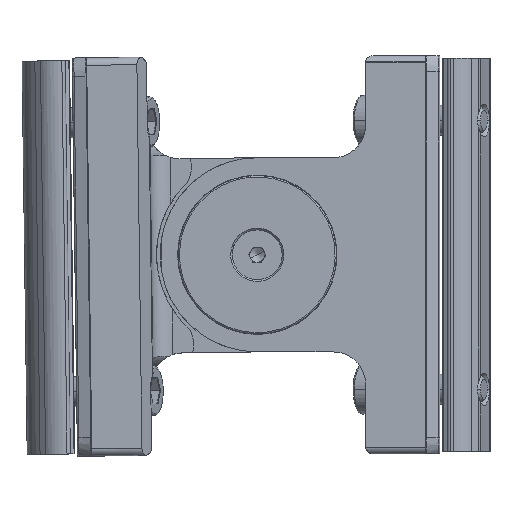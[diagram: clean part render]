
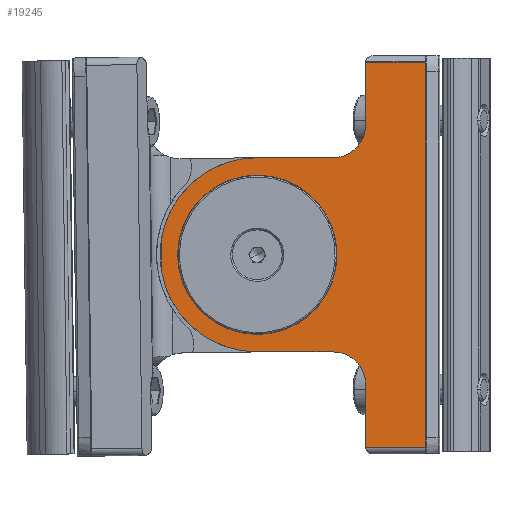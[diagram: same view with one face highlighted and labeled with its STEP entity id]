
A CAD part, left-side view. The second image highlights one B-rep face of the part: STEP entity #19245.
In plain terms, the highlighted planar face has unit normal (-1, 0, 0).
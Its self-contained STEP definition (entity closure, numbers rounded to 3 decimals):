
#18 = EDGE_CURVE ( 'NONE', #12003, #9661, #16532, .T. ) ;
#47 = CARTESIAN_POINT ( 'NONE',  ( -61.81, -22.357, 2.59 ) ) ;
#79 = EDGE_CURVE ( 'NONE', #9661, #106, #21205, .T. ) ;
#106 = VERTEX_POINT ( 'NONE', #4864 ) ;
#605 = CIRCLE ( 'NONE', #4481, 1.5 ) ;
#681 = AXIS2_PLACEMENT_3D ( 'NONE', #21552, #13643, #5219 ) ;
#1473 = CARTESIAN_POINT ( 'NONE',  ( -61.81, -0.607, 12.591 ) ) ;
#1912 = CARTESIAN_POINT ( 'NONE',  ( -61.81, -22.357, 67.09 ) ) ;
#1945 = CIRCLE ( 'NONE', #681, 15.999 ) ;
#1978 = CARTESIAN_POINT ( 'NONE',  ( -61.81, -34.357, -10.041 ) ) ;
#2269 = VECTOR ( 'NONE', #15504, 1000. ) ;
#2279 = DIRECTION ( 'NONE',  ( 1., 0., 0. ) ) ;
#2343 = EDGE_CURVE ( 'NONE', #12003, #21622, #23222, .T. ) ;
#2347 = VERTEX_POINT ( 'NONE', #12602 ) ;
#2396 = EDGE_CURVE ( 'NONE', #21622, #3961, #18372, .T. ) ;
#2445 = DIRECTION ( 'NONE',  ( -1., 0., 0. ) ) ;
#2480 = CIRCLE ( 'NONE', #5920, 6.5 ) ;
#2605 = ORIENTED_EDGE ( 'NONE', *, *, #9494, .F. ) ;
#2922 = CARTESIAN_POINT ( 'NONE',  ( -61.81, -15.857, 9.09 ) ) ;
#2981 = EDGE_CURVE ( 'NONE', #3961, #26455, #2480, .T. ) ;
#3212 = CARTESIAN_POINT ( 'NONE',  ( -61.81, -22.357, -9.91 ) ) ;
#3532 = ORIENTED_EDGE ( 'NONE', *, *, #11619, .F. ) ;
#3636 = EDGE_LOOP ( 'NONE', ( #6549, #22453, #3532, #11131, #10088, #21021, #2605, #25437, #22215, #6253, #10451, #7455, #23607, #13108 ) ) ;
#3961 = VERTEX_POINT ( 'NONE', #19040 ) ;
#4481 = AXIS2_PLACEMENT_3D ( 'NONE', #10180, #24131, #7796 ) ;
#4557 = CARTESIAN_POINT ( 'NONE',  ( -61.81, 18.643, 31.702 ) ) ;
#4706 = CARTESIAN_POINT ( 'NONE',  ( -61.81, -0.607, 48.09 ) ) ;
#4743 = CARTESIAN_POINT ( 'NONE',  ( -61.81, -34.357, -12.41 ) ) ;
#4759 = LINE ( 'NONE', #15054, #15153 ) ;
#4864 = CARTESIAN_POINT ( 'NONE',  ( -61.81, -34.357, 67.221 ) ) ;
#5219 = DIRECTION ( 'NONE',  ( 0., -1., 0. ) ) ;
#5752 = CARTESIAN_POINT ( 'NONE',  ( -61.81, -0.607, 28.59 ) ) ;
#5812 = FACE_BOUND ( 'NONE', #17214, .T. ) ;
#5920 = AXIS2_PLACEMENT_3D ( 'NONE', #17443, #26032, #9147 ) ;
#5937 = CARTESIAN_POINT ( 'NONE',  ( -61.81, -22.257, -10.041 ) ) ;
#6253 = ORIENTED_EDGE ( 'NONE', *, *, #2396, .F. ) ;
#6549 = ORIENTED_EDGE ( 'NONE', *, *, #16161, .F. ) ;
#6662 = VECTOR ( 'NONE', #11488, 1000. ) ;
#6880 = DIRECTION ( 'NONE',  ( 0., 0., 1. ) ) ;
#7134 = VERTEX_POINT ( 'NONE', #19320 ) ;
#7455 = ORIENTED_EDGE ( 'NONE', *, *, #18, .T. ) ;
#7509 = DIRECTION ( 'NONE',  ( 1., 0., 0. ) ) ;
#7605 = AXIS2_PLACEMENT_3D ( 'NONE', #5752, #21828, #26273 ) ;
#7796 = DIRECTION ( 'NONE',  ( 0., 0., 1. ) ) ;
#7963 = CARTESIAN_POINT ( 'NONE',  ( -61.81, -22.357, 54.59 ) ) ;
#8604 = DIRECTION ( 'NONE',  ( 0., 0., -1. ) ) ;
#8790 = DIRECTION ( 'NONE',  ( 0., -1., 0. ) ) ;
#8845 = CARTESIAN_POINT ( 'NONE',  ( -61.81, -0.607, 44.589 ) ) ;
#9046 = CARTESIAN_POINT ( 'NONE',  ( -61.81, -22.257, 67.221 ) ) ;
#9099 = AXIS2_PLACEMENT_3D ( 'NONE', #24564, #2279, #8604 ) ;
#9147 = DIRECTION ( 'NONE',  ( 0., 0., -1. ) ) ;
#9488 = EDGE_CURVE ( 'NONE', #7134, #25220, #15137, .T. ) ;
#9494 = EDGE_CURVE ( 'NONE', #2347, #19093, #26336, .T. ) ;
#9590 = EDGE_CURVE ( 'NONE', #16004, #10135, #1945, .T. ) ;
#9661 = VERTEX_POINT ( 'NONE', #1978 ) ;
#10088 = ORIENTED_EDGE ( 'NONE', *, *, #10279, .F. ) ;
#10135 = VERTEX_POINT ( 'NONE', #8845 ) ;
#10180 = CARTESIAN_POINT ( 'NONE',  ( -61.81, -23.857, 67.09 ) ) ;
#10279 = EDGE_CURVE ( 'NONE', #20518, #7134, #22306, .T. ) ;
#10357 = DIRECTION ( 'NONE',  ( 0., -1., 0. ) ) ;
#10390 = VERTEX_POINT ( 'NONE', #24518 ) ;
#10451 = ORIENTED_EDGE ( 'NONE', *, *, #2343, .F. ) ;
#11131 = ORIENTED_EDGE ( 'NONE', *, *, #9488, .F. ) ;
#11300 = ORIENTED_EDGE ( 'NONE', *, *, #9590, .T. ) ;
#11452 = LINE ( 'NONE', #7963, #2269 ) ;
#11488 = DIRECTION ( 'NONE',  ( 0., 0., 1. ) ) ;
#11619 = EDGE_CURVE ( 'NONE', #25220, #19907, #14890, .T. ) ;
#12003 = VERTEX_POINT ( 'NONE', #21822 ) ;
#12333 = DIRECTION ( 'NONE',  ( 0., 0., 1. ) ) ;
#12602 = CARTESIAN_POINT ( 'NONE',  ( -61.81, -0.607, 9.09 ) ) ;
#13050 = VERTEX_POINT ( 'NONE', #1912 ) ;
#13063 = EDGE_CURVE ( 'NONE', #19907, #13050, #11452, .T. ) ;
#13108 = ORIENTED_EDGE ( 'NONE', *, *, #14987, .F. ) ;
#13643 = DIRECTION ( 'NONE',  ( 1., 0., 0. ) ) ;
#14113 = FACE_OUTER_BOUND ( 'NONE', #3636, .T. ) ;
#14749 = AXIS2_PLACEMENT_3D ( 'NONE', #17262, #20770, #16735 ) ;
#14890 = CIRCLE ( 'NONE', #16619, 6.5 ) ;
#14987 = EDGE_CURVE ( 'NONE', #10390, #106, #19480, .T. ) ;
#15054 = CARTESIAN_POINT ( 'NONE',  ( -61.81, -0.607, 9.09 ) ) ;
#15137 = LINE ( 'NONE', #4706, #16075 ) ;
#15153 = VECTOR ( 'NONE', #22957, 1000. ) ;
#15504 = DIRECTION ( 'NONE',  ( 0., 0., 1. ) ) ;
#15536 = CARTESIAN_POINT ( 'NONE',  ( -61.81, 18.643, -12.41 ) ) ;
#15626 = CARTESIAN_POINT ( 'NONE',  ( -61.81, 18.643, 25.477 ) ) ;
#15753 = CARTESIAN_POINT ( 'NONE',  ( -61.81, -22.357, 54.59 ) ) ;
#16004 = VERTEX_POINT ( 'NONE', #1473 ) ;
#16075 = VECTOR ( 'NONE', #17139, 1000. ) ;
#16161 = EDGE_CURVE ( 'NONE', #13050, #10390, #605, .T. ) ;
#16532 = LINE ( 'NONE', #5937, #16924 ) ;
#16619 = AXIS2_PLACEMENT_3D ( 'NONE', #23342, #22946, #16909 ) ;
#16646 = VECTOR ( 'NONE', #8790, 1000. ) ;
#16735 = DIRECTION ( 'NONE',  ( 0., 0., 1. ) ) ;
#16909 = DIRECTION ( 'NONE',  ( 0., 0., 1. ) ) ;
#16924 = VECTOR ( 'NONE', #10357, 1000. ) ;
#17139 = DIRECTION ( 'NONE',  ( 0., -1., 0. ) ) ;
#17214 = EDGE_LOOP ( 'NONE', ( #22128, #11300 ) ) ;
#17262 = CARTESIAN_POINT ( 'NONE',  ( -61.81, -0.607, 28.59 ) ) ;
#17443 = CARTESIAN_POINT ( 'NONE',  ( -61.81, -15.857, 2.59 ) ) ;
#17526 = CARTESIAN_POINT ( 'NONE',  ( -61.81, -0.607, 28.59 ) ) ;
#18045 = AXIS2_PLACEMENT_3D ( 'NONE', #23350, #2445, #22954 ) ;
#18141 = PLANE ( 'NONE',  #18045 ) ;
#18372 = LINE ( 'NONE', #47, #24094 ) ;
#19040 = CARTESIAN_POINT ( 'NONE',  ( -61.81, -22.357, 2.59 ) ) ;
#19093 = VERTEX_POINT ( 'NONE', #15626 ) ;
#19132 = LINE ( 'NONE', #15536, #6662 ) ;
#19245 = ADVANCED_FACE ( 'NONE', ( #5812, #14113 ), #18141, .T. ) ;
#19320 = CARTESIAN_POINT ( 'NONE',  ( -61.81, -0.607, 48.09 ) ) ;
#19480 = LINE ( 'NONE', #9046, #16646 ) ;
#19907 = VERTEX_POINT ( 'NONE', #15753 ) ;
#20477 = CARTESIAN_POINT ( 'NONE',  ( -61.81, -15.857, 48.09 ) ) ;
#20518 = VERTEX_POINT ( 'NONE', #4557 ) ;
#20770 = DIRECTION ( 'NONE',  ( 1., 0., 0. ) ) ;
#21021 = ORIENTED_EDGE ( 'NONE', *, *, #26461, .F. ) ;
#21205 = LINE ( 'NONE', #4743, #23363 ) ;
#21552 = CARTESIAN_POINT ( 'NONE',  ( -61.81, -0.607, 28.59 ) ) ;
#21622 = VERTEX_POINT ( 'NONE', #3212 ) ;
#21664 = EDGE_CURVE ( 'NONE', #10135, #16004, #25178, .T. ) ;
#21813 = DIRECTION ( 'NONE',  ( 0., 0., 1. ) ) ;
#21822 = CARTESIAN_POINT ( 'NONE',  ( -61.81, -22.363, -10.041 ) ) ;
#21828 = DIRECTION ( 'NONE',  ( 1., 0., 0. ) ) ;
#22128 = ORIENTED_EDGE ( 'NONE', *, *, #21664, .T. ) ;
#22215 = ORIENTED_EDGE ( 'NONE', *, *, #2981, .F. ) ;
#22306 = CIRCLE ( 'NONE', #23150, 19.5 ) ;
#22453 = ORIENTED_EDGE ( 'NONE', *, *, #13063, .F. ) ;
#22946 = DIRECTION ( 'NONE',  ( -1., 0., 0. ) ) ;
#22954 = DIRECTION ( 'NONE',  ( 0., -1., 0. ) ) ;
#22957 = DIRECTION ( 'NONE',  ( 0., 1., 0. ) ) ;
#23150 = AXIS2_PLACEMENT_3D ( 'NONE', #17526, #7509, #21813 ) ;
#23222 = CIRCLE ( 'NONE', #9099, 1.5 ) ;
#23342 = CARTESIAN_POINT ( 'NONE',  ( -61.81, -15.857, 54.59 ) ) ;
#23350 = CARTESIAN_POINT ( 'NONE',  ( -61.81, 18.643, -12.41 ) ) ;
#23363 = VECTOR ( 'NONE', #6880, 1000. ) ;
#23607 = ORIENTED_EDGE ( 'NONE', *, *, #79, .T. ) ;
#24094 = VECTOR ( 'NONE', #12333, 1000. ) ;
#24131 = DIRECTION ( 'NONE',  ( 1., 0., 0. ) ) ;
#24518 = CARTESIAN_POINT ( 'NONE',  ( -61.81, -22.363, 67.221 ) ) ;
#24564 = CARTESIAN_POINT ( 'NONE',  ( -61.81, -23.857, -9.91 ) ) ;
#25178 = CIRCLE ( 'NONE', #7605, 15.999 ) ;
#25220 = VERTEX_POINT ( 'NONE', #20477 ) ;
#25437 = ORIENTED_EDGE ( 'NONE', *, *, #25864, .F. ) ;
#25864 = EDGE_CURVE ( 'NONE', #26455, #2347, #4759, .T. ) ;
#26032 = DIRECTION ( 'NONE',  ( -1., 0., 0. ) ) ;
#26273 = DIRECTION ( 'NONE',  ( 0., -1., 0. ) ) ;
#26336 = CIRCLE ( 'NONE', #14749, 19.5 ) ;
#26455 = VERTEX_POINT ( 'NONE', #2922 ) ;
#26461 = EDGE_CURVE ( 'NONE', #19093, #20518, #19132, .T. ) ;
